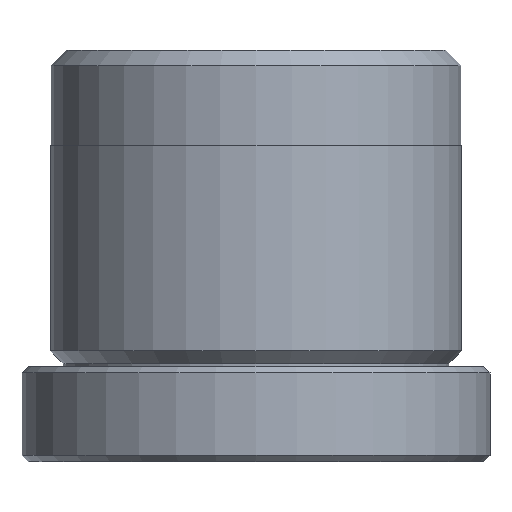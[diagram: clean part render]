
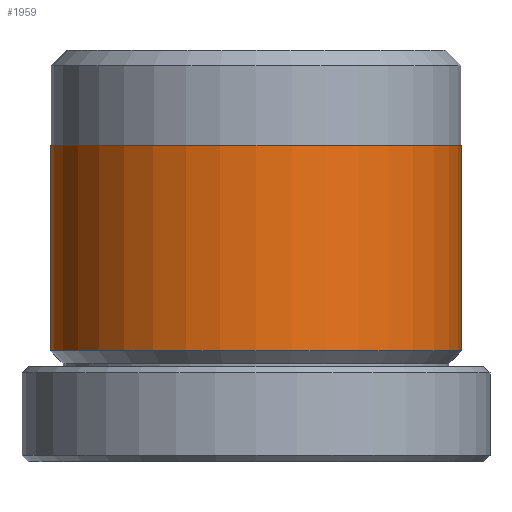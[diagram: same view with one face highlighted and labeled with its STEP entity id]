
A CAD part, front view. The second image highlights one B-rep face of the part: STEP entity #1959.
In plain terms, the highlighted cylindrical face has radius 6.5 mm (diameter 13 mm), a partial arc.
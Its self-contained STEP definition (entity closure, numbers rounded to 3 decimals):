
#27 = CARTESIAN_POINT ( 'NONE',  ( -6.5, 0., 10. ) ) ;
#43 = VERTEX_POINT ( 'NONE', #27 ) ;
#107 = ORIENTED_EDGE ( 'NONE', *, *, #908, .F. ) ;
#125 = CYLINDRICAL_SURFACE ( 'NONE', #1904, 6.5 ) ;
#310 = DIRECTION ( 'NONE',  ( 0., 0., 1. ) ) ;
#318 = LINE ( 'NONE', #1032, #1916 ) ;
#451 = EDGE_CURVE ( 'NONE', #1753, #1324, #318, .T. ) ;
#550 = CARTESIAN_POINT ( 'NONE',  ( -6.5, 0., 13. ) ) ;
#620 = ORIENTED_EDGE ( 'NONE', *, *, #781, .F. ) ;
#754 = CARTESIAN_POINT ( 'NONE',  ( -6.5, 0., 3.5 ) ) ;
#776 = CARTESIAN_POINT ( 'NONE',  ( 6.5, 0., 10. ) ) ;
#781 = EDGE_CURVE ( 'NONE', #43, #1753, #965, .T. ) ;
#835 = DIRECTION ( 'NONE',  ( 0., 0., -1. ) ) ;
#836 = CARTESIAN_POINT ( 'NONE',  ( 0., 0., 13. ) ) ;
#848 = VECTOR ( 'NONE', #1638, 1000. ) ;
#880 = CIRCLE ( 'NONE', #1346, 6.5 ) ;
#908 = EDGE_CURVE ( 'NONE', #1324, #1196, #880, .T. ) ;
#937 = EDGE_LOOP ( 'NONE', ( #1956, #620, #1081, #107 ) ) ;
#939 = CARTESIAN_POINT ( 'NONE',  ( 6.5, 0., 3.5 ) ) ;
#965 = CIRCLE ( 'NONE', #1034, 6.5 ) ;
#1001 = DIRECTION ( 'NONE',  ( 0., 0., -1. ) ) ;
#1006 = FACE_OUTER_BOUND ( 'NONE', #937, .T. ) ;
#1032 = CARTESIAN_POINT ( 'NONE',  ( 6.5, 0., 13. ) ) ;
#1034 = AXIS2_PLACEMENT_3D ( 'NONE', #1225, #310, #1394 ) ;
#1081 = ORIENTED_EDGE ( 'NONE', *, *, #1981, .T. ) ;
#1196 = VERTEX_POINT ( 'NONE', #754 ) ;
#1225 = CARTESIAN_POINT ( 'NONE',  ( 0., 0., 10. ) ) ;
#1259 = LINE ( 'NONE', #550, #848 ) ;
#1324 = VERTEX_POINT ( 'NONE', #939 ) ;
#1343 = DIRECTION ( 'NONE',  ( 0., 0., -1. ) ) ;
#1346 = AXIS2_PLACEMENT_3D ( 'NONE', #1782, #835, #1935 ) ;
#1394 = DIRECTION ( 'NONE',  ( 1., 0., 0. ) ) ;
#1638 = DIRECTION ( 'NONE',  ( 0., 0., -1. ) ) ;
#1753 = VERTEX_POINT ( 'NONE', #776 ) ;
#1782 = CARTESIAN_POINT ( 'NONE',  ( 0., 0., 3.5 ) ) ;
#1783 = DIRECTION ( 'NONE',  ( -1., 0., 0. ) ) ;
#1904 = AXIS2_PLACEMENT_3D ( 'NONE', #836, #1001, #1783 ) ;
#1916 = VECTOR ( 'NONE', #1343, 1000. ) ;
#1935 = DIRECTION ( 'NONE',  ( -1., 0., 0. ) ) ;
#1956 = ORIENTED_EDGE ( 'NONE', *, *, #451, .F. ) ;
#1959 = ADVANCED_FACE ( 'NONE', ( #1006 ), #125, .T. ) ;
#1981 = EDGE_CURVE ( 'NONE', #43, #1196, #1259, .T. ) ;
